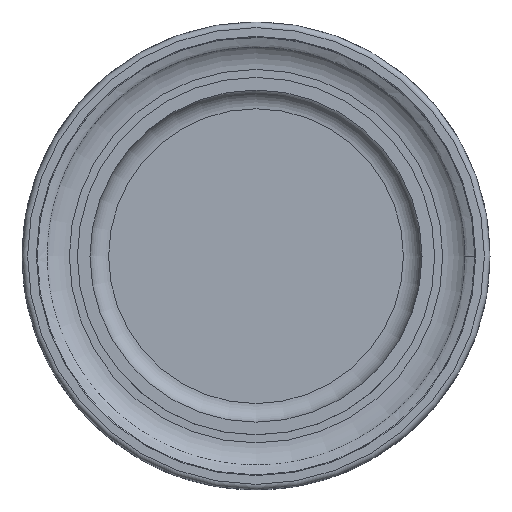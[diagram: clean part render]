
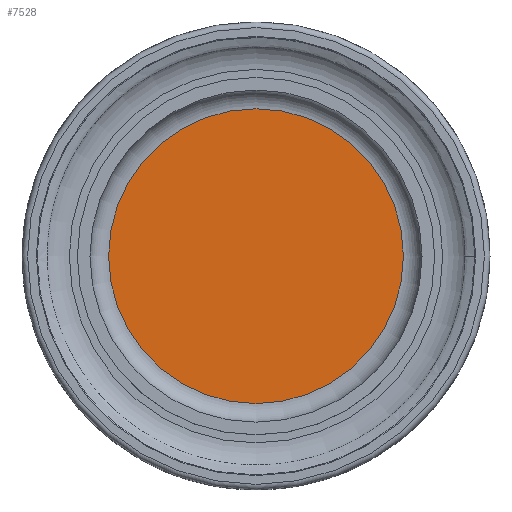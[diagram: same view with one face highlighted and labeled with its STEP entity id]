
A CAD part, top view. The second image highlights one B-rep face of the part: STEP entity #7528.
In plain terms, the highlighted planar face has unit normal (0, 0, 1).
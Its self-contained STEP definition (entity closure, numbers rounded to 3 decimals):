
#7438 = TOROIDAL_SURFACE('',#7439,29.291,3.709);
#7439 = AXIS2_PLACEMENT_3D('',#7440,#7441,#7442);
#7440 = CARTESIAN_POINT('',(0.,0.,6.709));
#7441 = DIRECTION('',(0.,0.,1.));
#7442 = DIRECTION('',(1.,0.,0.));
#7476 = EDGE_CURVE('',#7477,#7477,#7479,.T.);
#7477 = VERTEX_POINT('',#7478);
#7478 = CARTESIAN_POINT('',(29.291,0.,3.));
#7479 = SURFACE_CURVE('',#7480,(#7485,#7492),.PCURVE_S1.);
#7480 = CIRCLE('',#7481,29.291);
#7481 = AXIS2_PLACEMENT_3D('',#7482,#7483,#7484);
#7482 = CARTESIAN_POINT('',(0.,0.,3.));
#7483 = DIRECTION('',(0.,0.,-1.));
#7484 = DIRECTION('',(1.,0.,0.));
#7485 = PCURVE('',#7438,#7486);
#7486 = DEFINITIONAL_REPRESENTATION('',(#7487),#7491);
#7487 = LINE('',#7488,#7489);
#7488 = CARTESIAN_POINT('',(-0.,4.712));
#7489 = VECTOR('',#7490,1.);
#7490 = DIRECTION('',(-1.,0.));
#7491 = ( GEOMETRIC_REPRESENTATION_CONTEXT(2) 
PARAMETRIC_REPRESENTATION_CONTEXT() REPRESENTATION_CONTEXT('2D SPACE',''
  ) );
#7492 = PCURVE('',#7493,#7498);
#7493 = PLANE('',#7494);
#7494 = AXIS2_PLACEMENT_3D('',#7495,#7496,#7497);
#7495 = CARTESIAN_POINT('',(0.,0.,3.));
#7496 = DIRECTION('',(0.,0.,-1.));
#7497 = DIRECTION('',(1.,0.,0.));
#7498 = DEFINITIONAL_REPRESENTATION('',(#7499),#7503);
#7499 = CIRCLE('',#7500,29.291);
#7500 = AXIS2_PLACEMENT_2D('',#7501,#7502);
#7501 = CARTESIAN_POINT('',(0.,0.));
#7502 = DIRECTION('',(1.,-0.));
#7503 = ( GEOMETRIC_REPRESENTATION_CONTEXT(2) 
PARAMETRIC_REPRESENTATION_CONTEXT() REPRESENTATION_CONTEXT('2D SPACE',''
  ) );
#7528 = ADVANCED_FACE('',(#7529),#7493,.F.);
#7529 = FACE_BOUND('',#7530,.T.);
#7530 = EDGE_LOOP('',(#7531));
#7531 = ORIENTED_EDGE('',*,*,#7476,.F.);
